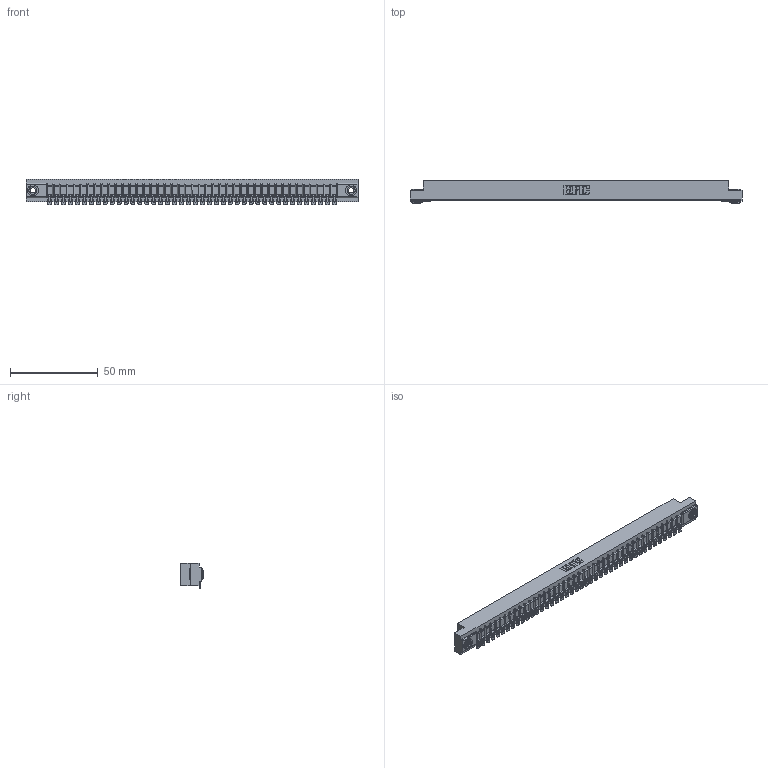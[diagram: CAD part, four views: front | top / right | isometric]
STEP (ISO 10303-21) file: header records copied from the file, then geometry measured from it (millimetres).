
FILE_DESCRIPTION (( 'STEP AP203' ), '1' );
FILE_NAME ('357-042-554-103.STEP', '2019-09-17T10:33:36', ( '' ), ( '' ), 'SwSTEP 2.0', 'SolidWorks 2016', '' );
FILE_SCHEMA (( 'CONFIG_CONTROL_DESIGN' ));
Length unit declared in the file: inch
Products named in the file (4): 307-290-002_554; 345-250-002_345-250-002-102; 307 Part_.156 Dia Mounting Holes; 357-042-554-103
Assembly tree (45 placements, depth 2):
  357-042-554-103
    307 Part_.156 Dia Mounting Holes
    307-290-002_554  x42
    345-250-002_345-250-002-102  x2
Bounding box: 189.43 x 13.36 x 14.52 mm (x, y, z)
Volume: 20288.2 mm3; surface area: 25920.4 mm2
Topology: 45 solids, 45 shells, 3615 faces, 11061 edges, 7254 vertices
Faces by surface type: plane 2026, cylinder 1495, sphere 86, cone 8
Entity records: 38036 total; most frequent: CARTESIAN_POINT 6395, ORIENTED_EDGE 6376, DIRECTION 6234, EDGE_CURVE 3188, VECTOR 2428, LINE 2428, VERTEX_POINT 2064, AXIS2_PLACEMENT_3D 1903
